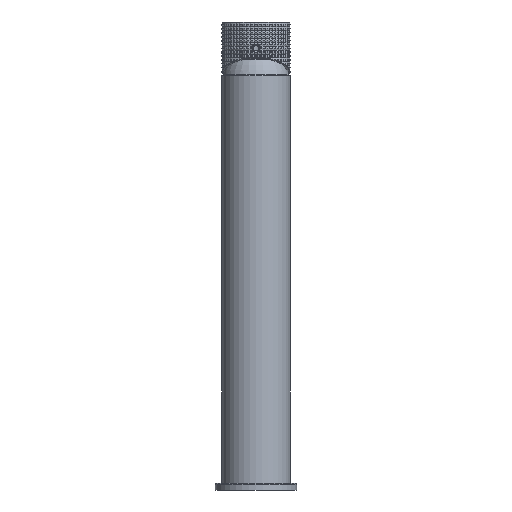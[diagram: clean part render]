
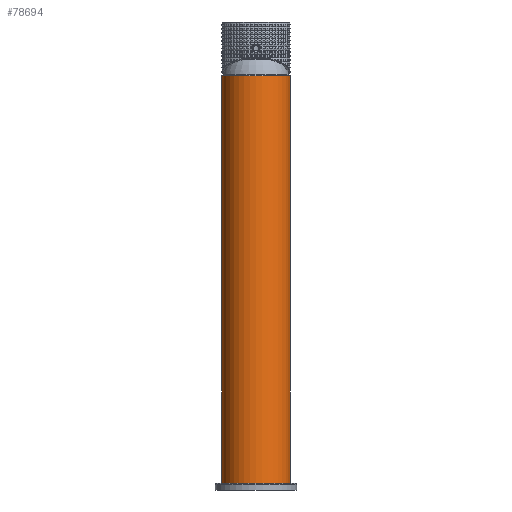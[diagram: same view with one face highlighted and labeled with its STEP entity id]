
A CAD part, left-side view. The second image highlights one B-rep face of the part: STEP entity #78694.
In plain terms, the highlighted cylindrical face has radius 21 mm (diameter 42 mm), a full revolution.
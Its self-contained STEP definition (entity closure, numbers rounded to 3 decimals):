
#10243=CIRCLE('',#113928,21.);
#10244=CIRCLE('',#113929,21.);
#12066=CYLINDRICAL_SURFACE('',#113927,21.);
#14710=ORIENTED_EDGE('',*,*,#40684,.T.);
#14711=ORIENTED_EDGE('',*,*,#40685,.T.);
#14712=ORIENTED_EDGE('',*,*,#40686,.F.);
#40684=EDGE_CURVE('',#53671,#53671,#10243,.F.);
#40685=EDGE_CURVE('',#53672,#53672,#10244,.T.);
#40686=EDGE_CURVE('',#53673,#53673,#62297,.T.);
#53671=VERTEX_POINT('',#138073);
#53672=VERTEX_POINT('',#138075);
#53673=VERTEX_POINT('',#138093);
#62297=B_SPLINE_CURVE_WITH_KNOTS('',3,(#138076,#138077,#138078,#138079,
#138080,#138081,#138082,#138083,#138084,#138085,#138086,#138087,#138088,
#138089,#138090,#138091,#138092),.UNSPECIFIED.,.T.,.F.,(1,1,1,1,1,1,1,1,
1,1,1,1,1,1,1,1,1,1,1,1,1),(-0.007,-0.005,-0.002,
0.,0.002,0.005,0.009,
0.012,0.014,0.017,0.019,
0.021,0.024,0.028,0.031,
0.033,0.035,0.038,0.04,
0.042,0.047),.UNSPECIFIED.);
#69192=EDGE_LOOP('',(#14710));
#69193=EDGE_LOOP('',(#14711));
#69194=EDGE_LOOP('',(#14712));
#73856=FACE_BOUND('',#69192,.T.);
#73857=FACE_BOUND('',#69193,.T.);
#73858=FACE_BOUND('',#69194,.T.);
#78694=ADVANCED_FACE('',(#73856,#73857,#73858),#12066,.T.);
#113927=AXIS2_PLACEMENT_3D('',#138071,#120150,#120151);
#113928=AXIS2_PLACEMENT_3D('',#138072,#120152,#120153);
#113929=AXIS2_PLACEMENT_3D('',#138074,#120154,#120155);
#120150=DIRECTION('',(0.,0.,1.));
#120151=DIRECTION('',(1.,0.,0.));
#120152=DIRECTION('',(0.,0.,-1.));
#120153=DIRECTION('',(-1.,0.,0.));
#120154=DIRECTION('',(0.,0.,-1.));
#120155=DIRECTION('',(-1.,0.,0.));
#138071=CARTESIAN_POINT('',(0.,0.,0.));
#138072=CARTESIAN_POINT('',(0.,0.,0.2));
#138073=CARTESIAN_POINT('',(-21.,0.,0.2));
#138074=CARTESIAN_POINT('',(0.,0.,248.8));
#138075=CARTESIAN_POINT('',(-21.,0.,248.8));
#138076=CARTESIAN_POINT('',(20.795,3.162,236.281));
#138077=CARTESIAN_POINT('',(21.027,0.891,237.094));
#138078=CARTESIAN_POINT('',(20.989,-1.526,236.964));
#138079=CARTESIAN_POINT('',(20.607,-4.412,235.585));
#138080=CARTESIAN_POINT('',(20.081,-6.137,232.706));
#138081=CARTESIAN_POINT('',(20.137,-5.967,229.479));
#138082=CARTESIAN_POINT('',(20.431,-4.928,227.313));
#138083=CARTESIAN_POINT('',(20.796,-3.156,225.716));
#138084=CARTESIAN_POINT('',(21.027,-0.894,224.907));
#138085=CARTESIAN_POINT('',(20.989,1.519,225.034));
#138086=CARTESIAN_POINT('',(20.607,4.409,226.411));
#138087=CARTESIAN_POINT('',(20.081,6.139,229.298));
#138088=CARTESIAN_POINT('',(20.137,5.966,232.523));
#138089=CARTESIAN_POINT('',(20.43,4.93,234.683));
#138090=CARTESIAN_POINT('',(20.795,3.162,236.281));
#138091=CARTESIAN_POINT('',(21.027,0.891,237.094));
#138092=CARTESIAN_POINT('',(20.989,-1.526,236.964));
#138093=CARTESIAN_POINT('',(20.982,0.867,236.937));
